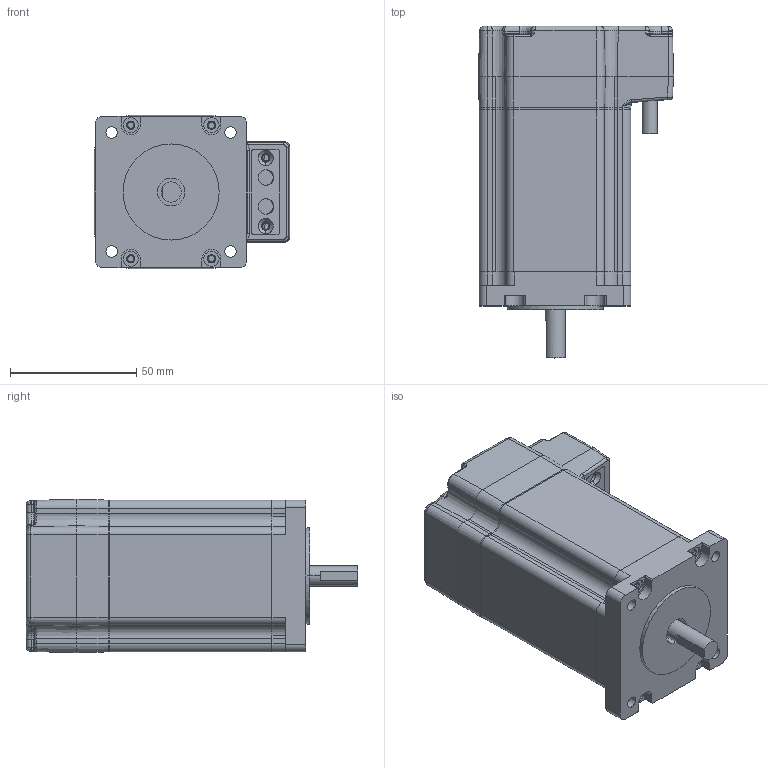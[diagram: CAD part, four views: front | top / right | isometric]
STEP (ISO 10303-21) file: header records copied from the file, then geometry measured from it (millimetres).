
FILE_DESCRIPTION (( 'STEP AP214' ), '1' );
FILE_NAME ('AM24SS3DGB.STEP', '2019-08-07T02:30:52', ( '' ), ( '' ), 'SwSTEP 2.0', 'SolidWorks 2015', '' );
FILE_SCHEMA (( 'AUTOMOTIVE_DESIGN' ));
Length unit declared in the file: millimetre
Products named in the file (9): Oﾐﾍﾈｦ｣ｨ6｣ｩ; 陔SS24奻裔; AM24SS3DGB; 24ヶ堤粣; ヶ傷裔; SS揤盄裔啣; SS17盄旰; 陔SS24鎮湛傷裔a; SS24隅赽
Assembly tree (10 placements, depth 2):
  AM24SS3DGB
    陔SS24奻裔
    Oﾐﾍﾈｦ｣ｨ6｣ｩ  x2
    SS24隅赽
    陔SS24鎮湛傷裔a
    SS17盄旰  x2
    SS揤盄裔啣
    ヶ傷裔
    24ヶ堤粣
Bounding box: 77.42 x 131.6 x 60.83 mm (x, y, z)
Volume: 249073.1 mm3; surface area: 120321.7 mm2
Topology: 10 solids, 10 shells, 1365 faces, 3650 edges, 2319 vertices
Faces by surface type: cylinder 666, plane 432, bspline 161, cone 106
Entity records: 48873 total; most frequent: CARTESIAN_POINT 14678, DIRECTION 7223, ORIENTED_EDGE 7172, EDGE_CURVE 3586, AXIS2_PLACEMENT_3D 2702, VERTEX_POINT 2297, VECTOR 1819, LINE 1819
